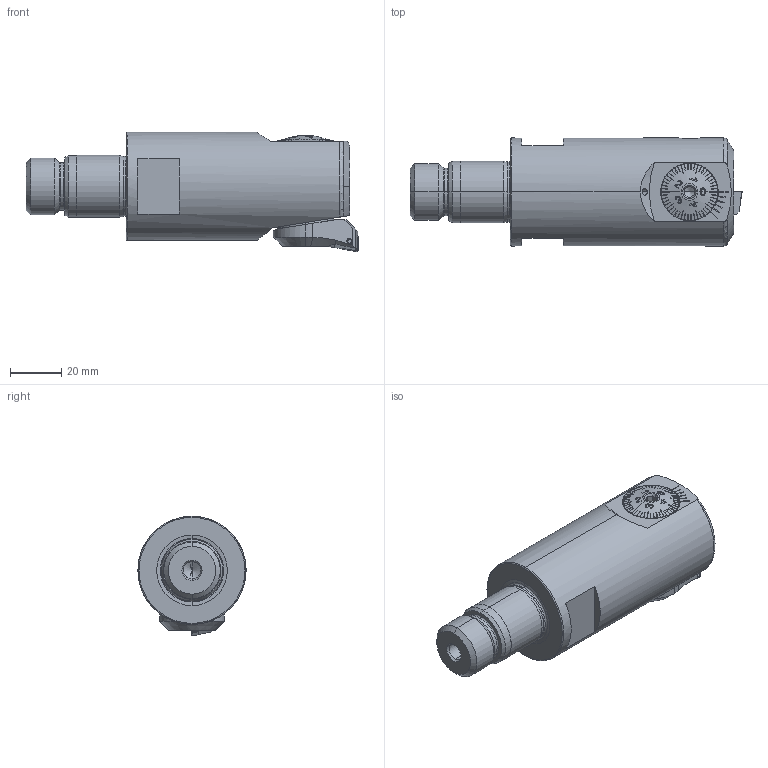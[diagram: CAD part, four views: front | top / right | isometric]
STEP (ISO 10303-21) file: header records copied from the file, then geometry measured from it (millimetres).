
FILE_DESCRIPTION (( 'STEP AP203' ), '1' );
FILE_NAME ('250.420.000C.STEP', '2018-02-26T13:49:00', ( 'SWIAdmin' ), ( 'Hewlett-Packard Company' ), 'SwSTEP 2.0', 'SolidWorks 2017', '' );
FILE_SCHEMA (( 'CONFIG_CONTROL_DESIGN' ));
Length unit declared in the file: millimetre
Products named in the file (16): A42-BG3.011.030_C; F42-BG1.011.027_B; Klebstoff D8; DIN 3771 - 19x1.5; ISO 4026 - M8 x 6_PreviewCfg; ISO 8744-2x6; 250.420.000C; F42; F42-WCA.001.009_C_fertigbearbeitet; CA4-F42.K20.090_B; CCMT060204; F42-BG3.003.008_A; WCA-ER2.001.006_A; F42-BG3.002.024_A; F42-WCA.001.009; F42-BG2.001.000_A
Assembly tree (15 placements, depth 3):
  250.420.000C
    CA4-F42.K20.090_B
    F42
      F42-BG3.003.008_A
      F42-BG3.002.024_A
      F42-BG2.001.000_A
      F42-BG1.011.027_B
      DIN 3771 - 19x1.5
      ISO 8744-2x6
    F42-WCA.001.009
      F42-WCA.001.009_C_fertigbearbeitet
      CCMT060204
      WCA-ER2.001.006_A
    A42-BG3.011.030_C
    Klebstoff D8
    ISO 4026 - M8 x 6_PreviewCfg
Bounding box: 129 x 42 x 46.4 mm (x, y, z)
Volume: 125631.7 mm3; surface area: 32040.1 mm2
Topology: 15 solids, 15 shells, 757 faces, 1974 edges, 1258 vertices
Faces by surface type: plane 331, cone 175, cylinder 152, bspline 47, torus 46, sphere 6
Entity records: 28123 total; most frequent: CARTESIAN_POINT 8846, ORIENTED_EDGE 3924, DIRECTION 3347, EDGE_CURVE 1962, AXIS2_PLACEMENT_3D 1299, VERTEX_POINT 1258, EDGE_LOOP 808, ADVANCED_FACE 757
